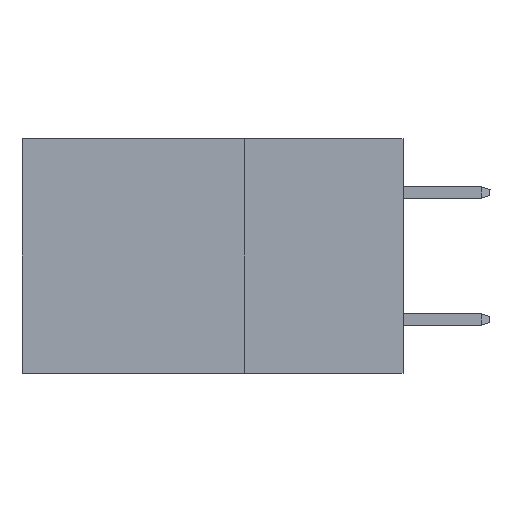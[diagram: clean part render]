
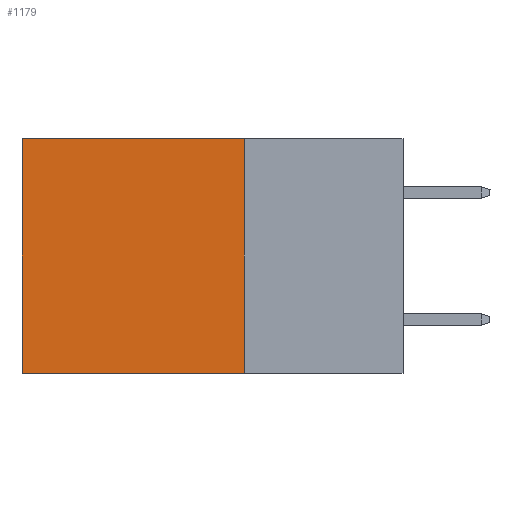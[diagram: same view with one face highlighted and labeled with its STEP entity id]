
A CAD part, left-side view. The second image highlights one B-rep face of the part: STEP entity #1179.
In plain terms, the highlighted planar face has unit normal (-1, 0, 0).
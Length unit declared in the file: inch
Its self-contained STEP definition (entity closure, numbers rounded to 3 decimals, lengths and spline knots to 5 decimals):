
#203 = LINE ( 'NONE', #378, #10102 ) ;
#378 = CARTESIAN_POINT ( 'NONE',  ( 0.2875, 0.25, 0. ) ) ;
#471 = ORIENTED_EDGE ( 'NONE', *, *, #2438, .F. ) ;
#1179 = ADVANCED_FACE ( 'NONE', ( #12277 ), #13540, .F. ) ;
#1455 = LINE ( 'NONE', #11453, #10452 ) ;
#1542 = VECTOR ( 'NONE', #6559, 39.37008 ) ;
#1704 = DIRECTION ( 'NONE',  ( 0., 1., 0. ) ) ;
#1995 = EDGE_CURVE ( 'NONE', #15324, #7343, #1455, .T. ) ;
#2438 = EDGE_CURVE ( 'NONE', #13386, #7343, #14439, .T. ) ;
#3120 = CARTESIAN_POINT ( 'NONE',  ( 0.2875, 0.25, -0.37 ) ) ;
#3223 = CARTESIAN_POINT ( 'NONE',  ( 0.2875, 0.25, 0. ) ) ;
#3900 = ORIENTED_EDGE ( 'NONE', *, *, #5060, .F. ) ;
#4319 = AXIS2_PLACEMENT_3D ( 'NONE', #3223, #5546, #11007 ) ;
#5060 = EDGE_CURVE ( 'NONE', #9449, #13386, #203, .T. ) ;
#5483 = CARTESIAN_POINT ( 'NONE',  ( 0.2875, 0.25, 0. ) ) ;
#5546 = DIRECTION ( 'NONE',  ( 1., 0., 0. ) ) ;
#5897 = CARTESIAN_POINT ( 'NONE',  ( 0.2875, 0.6, 0. ) ) ;
#6559 = DIRECTION ( 'NONE',  ( 0., 1., 0. ) ) ;
#6571 = EDGE_CURVE ( 'NONE', #9449, #15324, #11961, .T. ) ;
#6659 = ORIENTED_EDGE ( 'NONE', *, *, #6571, .T. ) ;
#7343 = VERTEX_POINT ( 'NONE', #8172 ) ;
#8172 = CARTESIAN_POINT ( 'NONE',  ( 0.2875, 0.6, -0.37 ) ) ;
#8208 = DIRECTION ( 'NONE',  ( 0., 0., -1. ) ) ;
#9449 = VERTEX_POINT ( 'NONE', #10882 ) ;
#10102 = VECTOR ( 'NONE', #8208, 39.37008 ) ;
#10452 = VECTOR ( 'NONE', #13057, 39.37008 ) ;
#10882 = CARTESIAN_POINT ( 'NONE',  ( 0.2875, 0.25, 0. ) ) ;
#11007 = DIRECTION ( 'NONE',  ( 0., 0., -1. ) ) ;
#11453 = CARTESIAN_POINT ( 'NONE',  ( 0.2875, 0.6, 0. ) ) ;
#11961 = LINE ( 'NONE', #5483, #16638 ) ;
#12277 = FACE_OUTER_BOUND ( 'NONE', #12488, .T. ) ;
#12488 = EDGE_LOOP ( 'NONE', ( #14728, #471, #3900, #6659 ) ) ;
#13057 = DIRECTION ( 'NONE',  ( 0., 0., -1. ) ) ;
#13386 = VERTEX_POINT ( 'NONE', #3120 ) ;
#13540 = PLANE ( 'NONE',  #4319 ) ;
#14361 = CARTESIAN_POINT ( 'NONE',  ( 0.2875, 0.25, -0.37 ) ) ;
#14439 = LINE ( 'NONE', #14361, #1542 ) ;
#14728 = ORIENTED_EDGE ( 'NONE', *, *, #1995, .T. ) ;
#15324 = VERTEX_POINT ( 'NONE', #5897 ) ;
#16638 = VECTOR ( 'NONE', #1704, 39.37008 ) ;
